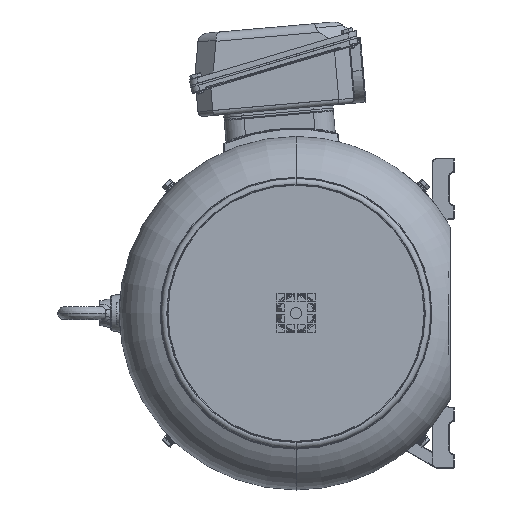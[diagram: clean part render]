
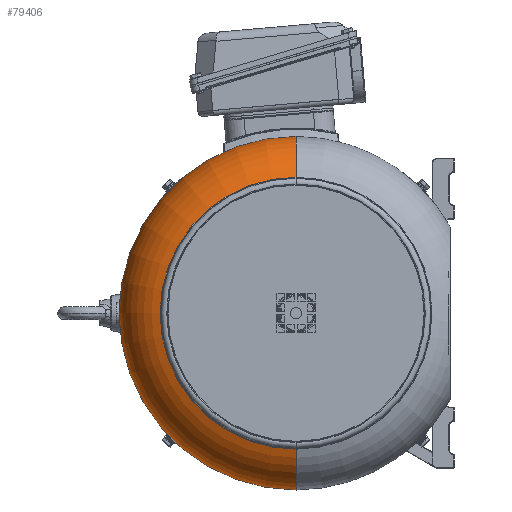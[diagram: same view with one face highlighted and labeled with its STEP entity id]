
A CAD part, left-side view. The second image highlights one B-rep face of the part: STEP entity #79406.
In plain terms, the highlighted toroidal (fillet/blend) face has major radius 116 mm and minor radius 61.5 mm.
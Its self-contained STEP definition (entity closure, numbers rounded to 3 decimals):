
#1056 = VERTEX_POINT ( 'NONE', #8322 ) ;
#3034 = VERTEX_POINT ( 'NONE', #85119 ) ;
#8322 = CARTESIAN_POINT ( 'NONE',  ( -143.793, 0., -136.471 ) ) ;
#9411 = ORIENTED_EDGE ( 'NONE', *, *, #93335, .T. ) ;
#19509 = DIRECTION ( 'NONE',  ( 0., 0., 1. ) ) ;
#19976 = CARTESIAN_POINT ( 'NONE',  ( -85.8, 0., 0. ) ) ;
#23592 = TOROIDAL_SURFACE ( 'NONE', #51989, 116., 61.5 ) ;
#24490 = ORIENTED_EDGE ( 'NONE', *, *, #102414, .F. ) ;
#25280 = VERTEX_POINT ( 'NONE', #69633 ) ;
#28175 = VERTEX_POINT ( 'NONE', #120504 ) ;
#30705 = DIRECTION ( 'NONE',  ( -1., 0., 0. ) ) ;
#31890 = CARTESIAN_POINT ( 'NONE',  ( -143.793, 0., 0. ) ) ;
#38142 = DIRECTION ( 'NONE',  ( -1., 0., 0. ) ) ;
#38883 = DIRECTION ( 'NONE',  ( -1., 0., 0. ) ) ;
#40545 = DIRECTION ( 'NONE',  ( 0., 0., 1. ) ) ;
#47265 = AXIS2_PLACEMENT_3D ( 'NONE', #19976, #38142, #103784 ) ;
#50209 = AXIS2_PLACEMENT_3D ( 'NONE', #69550, #96634, #106461 ) ;
#50511 = DIRECTION ( 'NONE',  ( 0., 0., 1. ) ) ;
#51989 = AXIS2_PLACEMENT_3D ( 'NONE', #112785, #38883, #19509 ) ;
#62430 = CIRCLE ( 'NONE', #50209, 61.5 ) ;
#66052 = EDGE_LOOP ( 'NONE', ( #9411, #67320, #24490, #100991 ) ) ;
#67320 = ORIENTED_EDGE ( 'NONE', *, *, #75161, .T. ) ;
#69550 = CARTESIAN_POINT ( 'NONE',  ( -85.8, 0., 116. ) ) ;
#69633 = CARTESIAN_POINT ( 'NONE',  ( -85.8, 0., 177.5 ) ) ;
#75161 = EDGE_CURVE ( 'NONE', #28175, #1056, #79892, .T. ) ;
#75516 = AXIS2_PLACEMENT_3D ( 'NONE', #97236, #116940, #50511 ) ;
#79406 = ADVANCED_FACE ( 'NONE', ( #92620 ), #23592, .T. ) ;
#79892 = CIRCLE ( 'NONE', #75516, 61.5 ) ;
#81030 = AXIS2_PLACEMENT_3D ( 'NONE', #31890, #30705, #40545 ) ;
#85119 = CARTESIAN_POINT ( 'NONE',  ( -143.793, 0., 136.471 ) ) ;
#89278 = EDGE_CURVE ( 'NONE', #25280, #3034, #62430, .T. ) ;
#92620 = FACE_OUTER_BOUND ( 'NONE', #66052, .T. ) ;
#93161 = CIRCLE ( 'NONE', #47265, 177.5 ) ;
#93335 = EDGE_CURVE ( 'NONE', #25280, #28175, #93161, .T. ) ;
#96634 = DIRECTION ( 'NONE',  ( 0., -1., 0. ) ) ;
#97236 = CARTESIAN_POINT ( 'NONE',  ( -85.8, 0., -116. ) ) ;
#100991 = ORIENTED_EDGE ( 'NONE', *, *, #89278, .F. ) ;
#102414 = EDGE_CURVE ( 'NONE', #3034, #1056, #114758, .T. ) ;
#103784 = DIRECTION ( 'NONE',  ( 0., 0., 1. ) ) ;
#106461 = DIRECTION ( 'NONE',  ( 0., 0., -1. ) ) ;
#112785 = CARTESIAN_POINT ( 'NONE',  ( -85.8, 0., 0. ) ) ;
#114758 = CIRCLE ( 'NONE', #81030, 136.471 ) ;
#116940 = DIRECTION ( 'NONE',  ( 0., 1., 0. ) ) ;
#120504 = CARTESIAN_POINT ( 'NONE',  ( -85.8, 0., -177.5 ) ) ;
